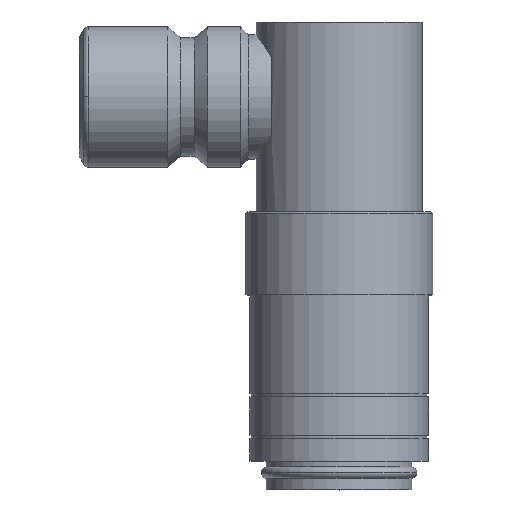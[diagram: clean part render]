
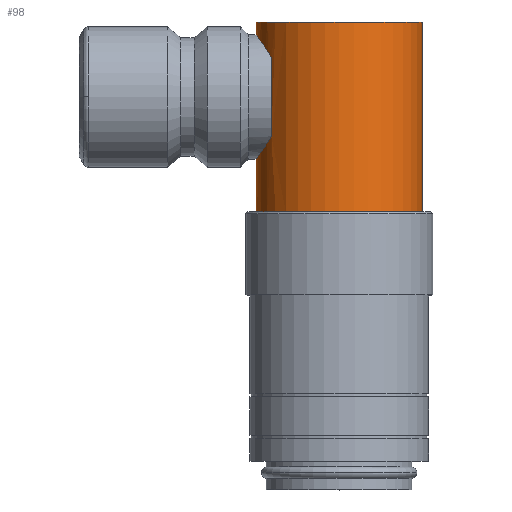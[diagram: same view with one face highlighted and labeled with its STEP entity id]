
A CAD part, top view. The second image highlights one B-rep face of the part: STEP entity #98.
In plain terms, the highlighted cylindrical face has radius 8 mm (diameter 16 mm), a partial arc.
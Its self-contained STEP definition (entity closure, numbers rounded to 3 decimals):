
#98=ADVANCED_FACE('',(#249),#250,.T.);
#249=FACE_OUTER_BOUND('',#458,.T.);
#250=CYLINDRICAL_SURFACE('',#459,8.0);
#458=EDGE_LOOP('',(#685,#686,#687,#688,#689,#690,#691,#692));
#459=AXIS2_PLACEMENT_3D('',#693,#694,#695);
#685=ORIENTED_EDGE('',*,*,#1200,.F.);
#686=ORIENTED_EDGE('',*,*,#1201,.F.);
#687=ORIENTED_EDGE('',*,*,#1202,.F.);
#688=ORIENTED_EDGE('',*,*,#1203,.F.);
#689=ORIENTED_EDGE('',*,*,#1204,.F.);
#690=ORIENTED_EDGE('',*,*,#1205,.T.);
#691=ORIENTED_EDGE('',*,*,#1206,.T.);
#692=ORIENTED_EDGE('',*,*,#1207,.T.);
#693=CARTESIAN_POINT('',(0.0,34.506,0.0));
#694=DIRECTION('',(0.0,1.0,0.0));
#695=DIRECTION('',(-1.0,0.0,0.));
#1200=EDGE_CURVE('',#1418,#1419,#1420,.T.);
#1201=EDGE_CURVE('',#1421,#1418,#1422,.T.);
#1202=EDGE_CURVE('',#1423,#1421,#1424,.T.);
#1203=EDGE_CURVE('',#1425,#1423,#1426,.T.);
#1204=EDGE_CURVE('',#1427,#1425,#1428,.T.);
#1205=EDGE_CURVE('',#1427,#1429,#1430,.T.);
#1206=EDGE_CURVE('',#1429,#1431,#1432,.T.);
#1207=EDGE_CURVE('',#1431,#1419,#1433,.T.);
#1418=VERTEX_POINT('',#1706);
#1419=VERTEX_POINT('',#1707);
#1420=LINE('',#1708,#1709);
#1421=VERTEX_POINT('',#1710);
#1422=CIRCLE('',#1711,8.0);
#1423=VERTEX_POINT('',#1712);
#1424=LINE('',#1713,#1714);
#1425=VERTEX_POINT('',#1715);
#1426=CIRCLE('',#1716,8.0);
#1427=VERTEX_POINT('',#1717);
#1428=LINE('',#1718,#1719);
#1429=VERTEX_POINT('',#1720);
#1430=B_SPLINE_CURVE_WITH_KNOTS('',3,(#1721,#1722,#1723,#1724,#1725,#1726,#1727,#1728,#1729,#1730,#1731,#1732,#1733,#1734,#1735,#1736,#1737,#1738,#1739,#1740,#1741,#1742,#1743,#1744,#1745,#1746),.UNSPECIFIED.,.F.,.F.,(4,2,2,2,2,2,2,2,2,2,2,2,4),(2.087,3.131,4.175,5.111,6.048,6.985,7.922,8.858,9.795,10.732,11.668,12.712,13.756),.UNSPECIFIED.);
#1431=VERTEX_POINT('',#1747);
#1432=LINE('',#1748,#1749);
#1433=B_SPLINE_CURVE_WITH_KNOTS('',3,(#1750,#1751,#1752,#1753,#1754,#1755,#1756,#1757,#1758,#1759,#1760,#1761,#1762,#1763,#1764,#1765,#1766,#1767,#1768,#1769,#1770,#1771,#1772,#1773,#1774,#1775),.UNSPECIFIED.,.F.,.F.,(4,2,2,2,2,2,2,2,2,2,2,2,4),(2.087,3.131,4.175,5.111,6.048,6.985,7.922,8.858,9.795,10.732,11.668,12.712,13.756),.UNSPECIFIED.);
#1706=CARTESIAN_POINT('',(-8.0,26.75,0.));
#1707=CARTESIAN_POINT('',(-8.0,31.8,0.));
#1708=CARTESIAN_POINT('',(-8.0,34.506,0.));
#1709=VECTOR('',#2216,1.0);
#1710=CARTESIAN_POINT('',(8.0,26.75,0.));
#1711=AXIS2_PLACEMENT_3D('',#2217,#2218,#2219);
#1712=CARTESIAN_POINT('',(8.0,45.0,0.));
#1713=CARTESIAN_POINT('',(8.0,34.506,0.));
#1714=VECTOR('',#2220,1.0);
#1715=CARTESIAN_POINT('',(-8.0,45.0,0.));
#1716=AXIS2_PLACEMENT_3D('',#2221,#2222,#2223);
#1717=CARTESIAN_POINT('',(-8.0,43.8,0.));
#1718=CARTESIAN_POINT('',(-8.0,34.506,0.));
#1719=VECTOR('',#2224,1.0);
#1720=CARTESIAN_POINT('',(-6.516,41.602,4.641));
#1721=CARTESIAN_POINT('',(-6.289,41.199,-4.944));
#1722=CARTESIAN_POINT('',(-6.441,41.48,-4.751));
#1723=CARTESIAN_POINT('',(-6.596,41.743,-4.535));
#1724=CARTESIAN_POINT('',(-6.895,42.224,-4.067));
#1725=CARTESIAN_POINT('',(-7.038,42.442,-3.815));
#1726=CARTESIAN_POINT('',(-7.283,42.806,-3.321));
#1727=CARTESIAN_POINT('',(-7.396,42.969,-3.063));
#1728=CARTESIAN_POINT('',(-7.603,43.26,-2.508));
#1729=CARTESIAN_POINT('',(-7.695,43.387,-2.211));
#1730=CARTESIAN_POINT('',(-7.846,43.593,-1.596));
#1731=CARTESIAN_POINT('',(-7.904,43.672,-1.276));
#1732=CARTESIAN_POINT('',(-7.981,43.775,-0.635));
#1733=CARTESIAN_POINT('',(-8.0,43.8,-0.312));
#1734=CARTESIAN_POINT('',(-8.0,43.8,0.312));
#1735=CARTESIAN_POINT('',(-7.981,43.775,0.635));
#1736=CARTESIAN_POINT('',(-7.904,43.672,1.276));
#1737=CARTESIAN_POINT('',(-7.846,43.593,1.596));
#1738=CARTESIAN_POINT('',(-7.695,43.387,2.211));
#1739=CARTESIAN_POINT('',(-7.603,43.26,2.508));
#1740=CARTESIAN_POINT('',(-7.396,42.969,3.063));
#1741=CARTESIAN_POINT('',(-7.283,42.806,3.321));
#1742=CARTESIAN_POINT('',(-7.038,42.442,3.815));
#1743=CARTESIAN_POINT('',(-6.895,42.224,4.067));
#1744=CARTESIAN_POINT('',(-6.596,41.743,4.535));
#1745=CARTESIAN_POINT('',(-6.441,41.48,4.751));
#1746=CARTESIAN_POINT('',(-6.289,41.199,4.944));
#1747=CARTESIAN_POINT('',(-6.516,33.998,4.641));
#1748=CARTESIAN_POINT('',(-6.516,37.8,4.641));
#1749=VECTOR('',#2225,1.0);
#1750=CARTESIAN_POINT('',(-6.289,34.401,4.944));
#1751=CARTESIAN_POINT('',(-6.441,34.12,4.751));
#1752=CARTESIAN_POINT('',(-6.596,33.857,4.535));
#1753=CARTESIAN_POINT('',(-6.895,33.376,4.067));
#1754=CARTESIAN_POINT('',(-7.038,33.158,3.815));
#1755=CARTESIAN_POINT('',(-7.283,32.794,3.321));
#1756=CARTESIAN_POINT('',(-7.396,32.631,3.063));
#1757=CARTESIAN_POINT('',(-7.603,32.34,2.508));
#1758=CARTESIAN_POINT('',(-7.695,32.213,2.211));
#1759=CARTESIAN_POINT('',(-7.846,32.007,1.596));
#1760=CARTESIAN_POINT('',(-7.904,31.928,1.276));
#1761=CARTESIAN_POINT('',(-7.981,31.825,0.635));
#1762=CARTESIAN_POINT('',(-8.0,31.8,0.312));
#1763=CARTESIAN_POINT('',(-8.0,31.8,-0.312));
#1764=CARTESIAN_POINT('',(-7.981,31.825,-0.635));
#1765=CARTESIAN_POINT('',(-7.904,31.928,-1.276));
#1766=CARTESIAN_POINT('',(-7.846,32.007,-1.596));
#1767=CARTESIAN_POINT('',(-7.695,32.213,-2.211));
#1768=CARTESIAN_POINT('',(-7.603,32.34,-2.508));
#1769=CARTESIAN_POINT('',(-7.396,32.631,-3.063));
#1770=CARTESIAN_POINT('',(-7.283,32.794,-3.321));
#1771=CARTESIAN_POINT('',(-7.038,33.158,-3.815));
#1772=CARTESIAN_POINT('',(-6.895,33.376,-4.067));
#1773=CARTESIAN_POINT('',(-6.596,33.857,-4.535));
#1774=CARTESIAN_POINT('',(-6.441,34.12,-4.751));
#1775=CARTESIAN_POINT('',(-6.289,34.401,-4.944));
#2216=DIRECTION('',(0.0,1.0,0.0));
#2217=CARTESIAN_POINT('',(0.0,26.75,0.0));
#2218=DIRECTION('',(0.0,-1.0,-0.0));
#2219=DIRECTION('',(-1.0,0.0,0.));
#2220=DIRECTION('',(-0.0,-1.0,-0.0));
#2221=CARTESIAN_POINT('',(0.0,45.0,0.0));
#2222=DIRECTION('',(0.0,1.0,0.0));
#2223=DIRECTION('',(-1.0,0.0,0.));
#2224=DIRECTION('',(0.0,1.0,0.0));
#2225=DIRECTION('',(0.0,-1.0,0.0));
